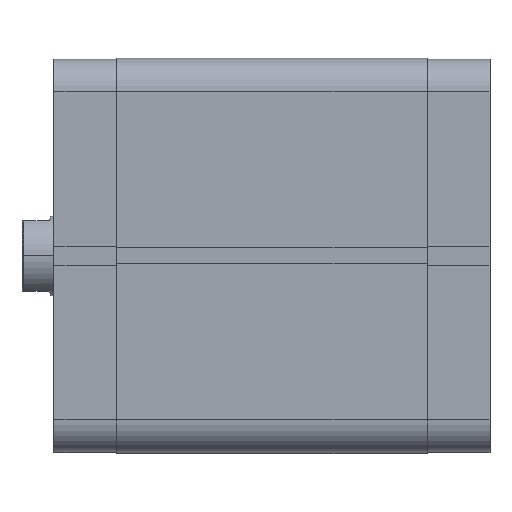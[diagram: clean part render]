
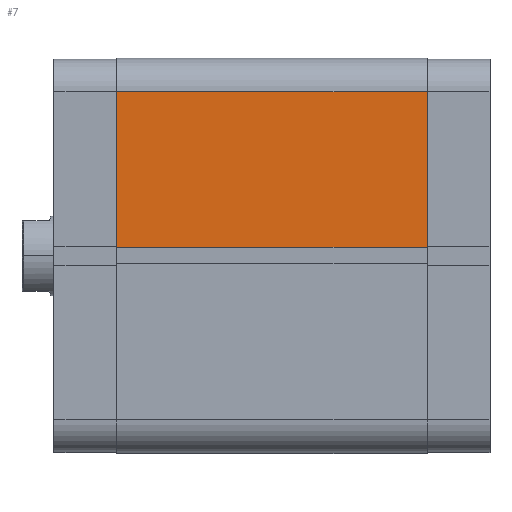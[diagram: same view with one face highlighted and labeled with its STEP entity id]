
A CAD part, top view. The second image highlights one B-rep face of the part: STEP entity #7.
In plain terms, the highlighted face is planar.
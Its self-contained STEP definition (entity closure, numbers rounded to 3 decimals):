
#7 = ADVANCED_FACE ( 'NONE', ( #2370 ), #3178, .T. ) ;
#248 = ORIENTED_EDGE ( 'NONE', *, *, #4909, .F. ) ;
#250 = ORIENTED_EDGE ( 'NONE', *, *, #4912, .F. ) ;
#336 = ORIENTED_EDGE ( 'NONE', *, *, #4888, .T. ) ;
#482 = ORIENTED_EDGE ( 'NONE', *, *, #4900, .T. ) ;
#2370 = FACE_OUTER_BOUND ( 'NONE', #2424, .T. ) ;
#2424 = EDGE_LOOP ( 'NONE', ( #250, #248, #336, #482 ) ) ;
#3159 = VERTEX_POINT ( 'NONE', #4997 ) ;
#3161 = VERTEX_POINT ( 'NONE', #5000 ) ;
#3163 = VERTEX_POINT ( 'NONE', #5004 ) ;
#3164 = VERTEX_POINT ( 'NONE', #5006 ) ;
#3177 = CARTESIAN_POINT ( 'NONE',  ( -51.5, 62., -97.5 ) ) ;
#3178 = PLANE ( 'NONE',  #5440 ) ;
#3180 = DIRECTION ( 'NONE',  ( 0., 1., 0. ) ) ;
#3181 = DIRECTION ( 'NONE',  ( 0., 0., 1. ) ) ;
#4888 = EDGE_CURVE ( 'NONE', #3164, #3161, #6147, .T. ) ;
#4900 = EDGE_CURVE ( 'NONE', #3161, #3159, #6161, .T. ) ;
#4909 = EDGE_CURVE ( 'NONE', #3164, #3163, #6167, .T. ) ;
#4912 = EDGE_CURVE ( 'NONE', #3163, #3159, #6175, .T. ) ;
#4997 = CARTESIAN_POINT ( 'NONE',  ( -51.5, 62., 0. ) ) ;
#5000 = CARTESIAN_POINT ( 'NONE',  ( -51.5, 62., -97.5 ) ) ;
#5004 = CARTESIAN_POINT ( 'NONE',  ( -2.6, 62., 0. ) ) ;
#5006 = CARTESIAN_POINT ( 'NONE',  ( -2.6, 62., -97.5 ) ) ;
#5080 = CARTESIAN_POINT ( 'NONE',  ( -51.5, 62., -97.5 ) ) ;
#5088 = DIRECTION ( 'NONE',  ( -1., 0., 0. ) ) ;
#5102 = CARTESIAN_POINT ( 'NONE',  ( -51.5, 62., -97.5 ) ) ;
#5110 = DIRECTION ( 'NONE',  ( 0., 0., 1. ) ) ;
#5117 = CARTESIAN_POINT ( 'NONE',  ( -2.6, 62., -97.5 ) ) ;
#5127 = DIRECTION ( 'NONE',  ( 0., 0., 1. ) ) ;
#5130 = CARTESIAN_POINT ( 'NONE',  ( -51.5, 62., 0. ) ) ;
#5131 = DIRECTION ( 'NONE',  ( -1., 0., 0. ) ) ;
#5440 = AXIS2_PLACEMENT_3D ( 'NONE', #3177, #3180, #3181 ) ;
#6147 = LINE ( 'NONE', #5080, #6157 ) ;
#6157 = VECTOR ( 'NONE', #5088, 1000. ) ;
#6161 = LINE ( 'NONE', #5102, #6166 ) ;
#6166 = VECTOR ( 'NONE', #5110, 1000. ) ;
#6167 = LINE ( 'NONE', #5117, #6173 ) ;
#6173 = VECTOR ( 'NONE', #5127, 1000. ) ;
#6175 = LINE ( 'NONE', #5130, #6176 ) ;
#6176 = VECTOR ( 'NONE', #5131, 1000. ) ;
